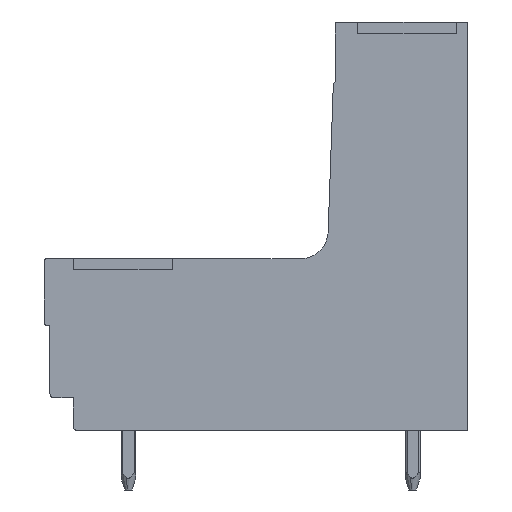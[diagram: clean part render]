
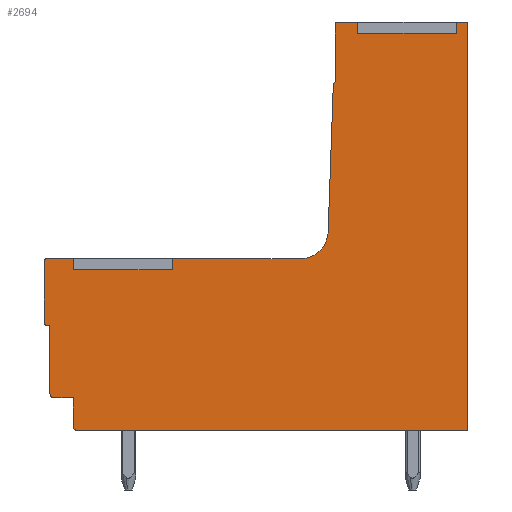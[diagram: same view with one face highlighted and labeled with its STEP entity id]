
A CAD part, left-side view. The second image highlights one B-rep face of the part: STEP entity #2694.
In plain terms, the highlighted planar face has unit normal (-1, 0, 0).
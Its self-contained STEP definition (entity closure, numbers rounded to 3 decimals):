
#2537=AXIS2_PLACEMENT_3D('Plane Axis2P3D',#2534,#2535,#2536) ;
#2548=AXIS2_PLACEMENT_3D('Circle Axis2P3D',#2546,#2547,$) ;
#2562=AXIS2_PLACEMENT_3D('Circle Axis2P3D',#2560,#2561,$) ;
#2576=AXIS2_PLACEMENT_3D('Circle Axis2P3D',#2574,#2575,$) ;
#2595=AXIS2_PLACEMENT_3D('Circle Axis2P3D',#2593,#2594,$) ;
#2609=AXIS2_PLACEMENT_3D('Circle Axis2P3D',#2607,#2608,$) ;
#2630=AXIS2_PLACEMENT_3D('Circle Axis2P3D',#2628,#2629,$) ;
#2651=AXIS2_PLACEMENT_3D('Circle Axis2P3D',#2649,#2650,$) ;
#36=CARTESIAN_POINT('Line Origine',(0.3,5.9,24.8)) ;
#40=CARTESIAN_POINT('Vertex',(0.3,5.9,25.1)) ;
#42=CARTESIAN_POINT('Vertex',(0.3,5.9,24.5)) ;
#76=CARTESIAN_POINT('Line Origine',(0.3,3.25,24.5)) ;
#80=CARTESIAN_POINT('Vertex',(0.3,0.6,24.5)) ;
#135=CARTESIAN_POINT('Vertex',(0.3,0.6,25.1)) ;
#155=CARTESIAN_POINT('Line Origine',(0.3,0.6,24.8)) ;
#172=CARTESIAN_POINT('Line Origine',(0.3,21.14,12.1)) ;
#176=CARTESIAN_POINT('Vertex',(0.3,21.14,12.4)) ;
#178=CARTESIAN_POINT('Vertex',(0.3,21.14,11.8)) ;
#212=CARTESIAN_POINT('Line Origine',(0.3,18.49,11.8)) ;
#216=CARTESIAN_POINT('Vertex',(0.3,15.84,11.8)) ;
#266=CARTESIAN_POINT('Vertex',(0.3,15.84,12.4)) ;
#286=CARTESIAN_POINT('Line Origine',(0.3,15.84,12.1)) ;
#356=CARTESIAN_POINT('Vertex',(0.3,0.,3.2)) ;
#359=CARTESIAN_POINT('Line Origine',(0.3,10.47,3.2)) ;
#363=CARTESIAN_POINT('Vertex',(0.3,20.94,3.2)) ;
#2534=CARTESIAN_POINT('Axis2P3D Location',(0.3,0.,0.)) ;
#2539=CARTESIAN_POINT('Line Origine',(0.3,6.45,25.1)) ;
#2543=CARTESIAN_POINT('Vertex',(0.3,7.,25.1)) ;
#2546=CARTESIAN_POINT('Axis2P3D Location',(0.3,7.,25.)) ;
#2550=CARTESIAN_POINT('Vertex',(0.3,7.1,25.)) ;
#2553=CARTESIAN_POINT('Line Origine',(0.3,7.1,23.45)) ;
#2557=CARTESIAN_POINT('Vertex',(0.3,7.1,21.9)) ;
#2560=CARTESIAN_POINT('Axis2P3D Location',(0.3,6.952,21.694)) ;
#2564=CARTESIAN_POINT('Vertex',(0.3,7.206,21.705)) ;
#2567=CARTESIAN_POINT('Line Origine',(0.3,7.343,17.776)) ;
#2571=CARTESIAN_POINT('Vertex',(0.3,7.48,13.848)) ;
#2574=CARTESIAN_POINT('Axis2P3D Location',(0.3,8.979,13.9)) ;
#2578=CARTESIAN_POINT('Vertex',(0.3,8.979,12.4)) ;
#2581=CARTESIAN_POINT('Line Origine',(0.3,12.41,12.4)) ;
#2586=CARTESIAN_POINT('Line Origine',(0.3,21.87,12.4)) ;
#2590=CARTESIAN_POINT('Vertex',(0.3,22.6,12.4)) ;
#2593=CARTESIAN_POINT('Axis2P3D Location',(0.3,22.6,12.3)) ;
#2597=CARTESIAN_POINT('Vertex',(0.3,22.7,12.3)) ;
#2600=CARTESIAN_POINT('Line Origine',(0.3,22.7,10.65)) ;
#2604=CARTESIAN_POINT('Vertex',(0.3,22.7,9.)) ;
#2607=CARTESIAN_POINT('Axis2P3D Location',(0.3,22.5,9.)) ;
#2611=CARTESIAN_POINT('Vertex',(0.3,22.5,8.8)) ;
#2614=CARTESIAN_POINT('Line Origine',(0.3,22.45,8.8)) ;
#2618=CARTESIAN_POINT('Vertex',(0.3,22.4,8.8)) ;
#2621=CARTESIAN_POINT('Line Origine',(0.3,22.4,6.975)) ;
#2625=CARTESIAN_POINT('Vertex',(0.3,22.4,5.15)) ;
#2628=CARTESIAN_POINT('Axis2P3D Location',(0.3,22.2,5.15)) ;
#2632=CARTESIAN_POINT('Vertex',(0.3,22.2,4.95)) ;
#2635=CARTESIAN_POINT('Line Origine',(0.3,21.67,4.95)) ;
#2639=CARTESIAN_POINT('Vertex',(0.3,21.14,4.95)) ;
#2642=CARTESIAN_POINT('Line Origine',(0.3,21.14,4.175)) ;
#2646=CARTESIAN_POINT('Vertex',(0.3,21.14,3.4)) ;
#2649=CARTESIAN_POINT('Axis2P3D Location',(0.3,20.94,3.4)) ;
#2654=CARTESIAN_POINT('Line Origine',(0.3,0.,14.15)) ;
#2658=CARTESIAN_POINT('Vertex',(0.3,0.,25.1)) ;
#2661=CARTESIAN_POINT('Line Origine',(0.3,0.3,25.1)) ;
#37=DIRECTION('Vector Direction',(0.,0.,1.)) ;
#77=DIRECTION('Vector Direction',(0.,1.,0.)) ;
#156=DIRECTION('Vector Direction',(0.,0.,-1.)) ;
#173=DIRECTION('Vector Direction',(0.,0.,1.)) ;
#213=DIRECTION('Vector Direction',(0.,1.,0.)) ;
#287=DIRECTION('Vector Direction',(0.,0.,-1.)) ;
#360=DIRECTION('Vector Direction',(0.,1.,0.)) ;
#2535=DIRECTION('Axis2P3D Direction',(-1.,0.,0.)) ;
#2536=DIRECTION('Axis2P3D XDirection',(0.,0.,1.)) ;
#2540=DIRECTION('Vector Direction',(0.,-1.,0.)) ;
#2547=DIRECTION('Axis2P3D Direction',(-1.,0.,0.)) ;
#2554=DIRECTION('Vector Direction',(0.,0.,1.)) ;
#2561=DIRECTION('Axis2P3D Direction',(-1.,0.,0.)) ;
#2568=DIRECTION('Vector Direction',(0.,-0.035,0.999)) ;
#2575=DIRECTION('Axis2P3D Direction',(-1.,0.,0.)) ;
#2582=DIRECTION('Vector Direction',(0.,-1.,0.)) ;
#2587=DIRECTION('Vector Direction',(0.,-1.,0.)) ;
#2594=DIRECTION('Axis2P3D Direction',(-1.,0.,0.)) ;
#2601=DIRECTION('Vector Direction',(0.,0.,1.)) ;
#2608=DIRECTION('Axis2P3D Direction',(-1.,0.,0.)) ;
#2615=DIRECTION('Vector Direction',(0.,1.,0.)) ;
#2622=DIRECTION('Vector Direction',(0.,0.,1.)) ;
#2629=DIRECTION('Axis2P3D Direction',(-1.,0.,0.)) ;
#2636=DIRECTION('Vector Direction',(0.,1.,0.)) ;
#2643=DIRECTION('Vector Direction',(0.,0.,1.)) ;
#2650=DIRECTION('Axis2P3D Direction',(-1.,0.,0.)) ;
#2655=DIRECTION('Vector Direction',(0.,0.,-1.)) ;
#2662=DIRECTION('Vector Direction',(0.,-1.,0.)) ;
#38=VECTOR('Line Direction',#37,1.) ;
#78=VECTOR('Line Direction',#77,1.) ;
#157=VECTOR('Line Direction',#156,1.) ;
#174=VECTOR('Line Direction',#173,1.) ;
#214=VECTOR('Line Direction',#213,1.) ;
#288=VECTOR('Line Direction',#287,1.) ;
#361=VECTOR('Line Direction',#360,1.) ;
#2541=VECTOR('Line Direction',#2540,1.) ;
#2555=VECTOR('Line Direction',#2554,1.) ;
#2569=VECTOR('Line Direction',#2568,1.) ;
#2583=VECTOR('Line Direction',#2582,1.) ;
#2588=VECTOR('Line Direction',#2587,1.) ;
#2602=VECTOR('Line Direction',#2601,1.) ;
#2616=VECTOR('Line Direction',#2615,1.) ;
#2623=VECTOR('Line Direction',#2622,1.) ;
#2637=VECTOR('Line Direction',#2636,1.) ;
#2644=VECTOR('Line Direction',#2643,1.) ;
#2656=VECTOR('Line Direction',#2655,1.) ;
#2663=VECTOR('Line Direction',#2662,1.) ;
#2667=ORIENTED_EDGE('',*,*,#2545,.T.) ;
#2668=ORIENTED_EDGE('',*,*,#2552,.T.) ;
#2669=ORIENTED_EDGE('',*,*,#2559,.T.) ;
#2670=ORIENTED_EDGE('',*,*,#2566,.T.) ;
#2671=ORIENTED_EDGE('',*,*,#2573,.T.) ;
#2672=ORIENTED_EDGE('',*,*,#2580,.T.) ;
#2673=ORIENTED_EDGE('',*,*,#2585,.T.) ;
#2674=ORIENTED_EDGE('',*,*,#290,.F.) ;
#2675=ORIENTED_EDGE('',*,*,#218,.F.) ;
#2676=ORIENTED_EDGE('',*,*,#180,.F.) ;
#2677=ORIENTED_EDGE('',*,*,#2592,.T.) ;
#2678=ORIENTED_EDGE('',*,*,#2599,.T.) ;
#2679=ORIENTED_EDGE('',*,*,#2606,.T.) ;
#2680=ORIENTED_EDGE('',*,*,#2613,.T.) ;
#2681=ORIENTED_EDGE('',*,*,#2620,.T.) ;
#2682=ORIENTED_EDGE('',*,*,#2627,.T.) ;
#2683=ORIENTED_EDGE('',*,*,#2634,.T.) ;
#2684=ORIENTED_EDGE('',*,*,#2641,.T.) ;
#2685=ORIENTED_EDGE('',*,*,#2648,.T.) ;
#2686=ORIENTED_EDGE('',*,*,#2653,.T.) ;
#2687=ORIENTED_EDGE('',*,*,#365,.T.) ;
#2688=ORIENTED_EDGE('',*,*,#2660,.T.) ;
#2689=ORIENTED_EDGE('',*,*,#2665,.T.) ;
#2690=ORIENTED_EDGE('',*,*,#159,.F.) ;
#2691=ORIENTED_EDGE('',*,*,#82,.F.) ;
#2692=ORIENTED_EDGE('',*,*,#44,.F.) ;
#2694=ADVANCED_FACE('HOUSING',(#2693),#2538,.T.) ;
#2549=CIRCLE('generated circle',#2548,0.1) ;
#2563=CIRCLE('generated circle',#2562,0.253) ;
#2577=CIRCLE('generated circle',#2576,1.5) ;
#2596=CIRCLE('generated circle',#2595,0.1) ;
#2610=CIRCLE('generated circle',#2609,0.2) ;
#2631=CIRCLE('generated circle',#2630,0.2) ;
#2652=CIRCLE('generated circle',#2651,0.2) ;
#44=EDGE_CURVE('',#41,#43,#39,.F.) ;
#82=EDGE_CURVE('',#43,#81,#79,.F.) ;
#159=EDGE_CURVE('',#81,#136,#158,.F.) ;
#180=EDGE_CURVE('',#177,#179,#175,.F.) ;
#218=EDGE_CURVE('',#179,#217,#215,.F.) ;
#290=EDGE_CURVE('',#217,#267,#289,.F.) ;
#365=EDGE_CURVE('',#364,#357,#362,.F.) ;
#2545=EDGE_CURVE('',#41,#2544,#2542,.F.) ;
#2552=EDGE_CURVE('',#2544,#2551,#2549,.T.) ;
#2559=EDGE_CURVE('',#2551,#2558,#2556,.F.) ;
#2566=EDGE_CURVE('',#2558,#2565,#2563,.T.) ;
#2573=EDGE_CURVE('',#2565,#2572,#2570,.F.) ;
#2580=EDGE_CURVE('',#2572,#2579,#2577,.F.) ;
#2585=EDGE_CURVE('',#2579,#267,#2584,.F.) ;
#2592=EDGE_CURVE('',#177,#2591,#2589,.F.) ;
#2599=EDGE_CURVE('',#2591,#2598,#2596,.T.) ;
#2606=EDGE_CURVE('',#2598,#2605,#2603,.F.) ;
#2613=EDGE_CURVE('',#2605,#2612,#2610,.T.) ;
#2620=EDGE_CURVE('',#2612,#2619,#2617,.F.) ;
#2627=EDGE_CURVE('',#2619,#2626,#2624,.F.) ;
#2634=EDGE_CURVE('',#2626,#2633,#2631,.T.) ;
#2641=EDGE_CURVE('',#2633,#2640,#2638,.F.) ;
#2648=EDGE_CURVE('',#2640,#2647,#2645,.F.) ;
#2653=EDGE_CURVE('',#2647,#364,#2652,.T.) ;
#2660=EDGE_CURVE('',#357,#2659,#2657,.F.) ;
#2665=EDGE_CURVE('',#2659,#136,#2664,.F.) ;
#2666=EDGE_LOOP('',(#2667,#2668,#2669,#2670,#2671,#2672,#2673,#2674,#2675,#2676,#2677,#2678,#2679,#2680,#2681,#2682,#2683,#2684,#2685,#2686,#2687,#2688,#2689,#2690,#2691,#2692)) ;
#2693=FACE_OUTER_BOUND('',#2666,.T.) ;
#39=LINE('Line',#36,#38) ;
#79=LINE('Line',#76,#78) ;
#158=LINE('Line',#155,#157) ;
#175=LINE('Line',#172,#174) ;
#215=LINE('Line',#212,#214) ;
#289=LINE('Line',#286,#288) ;
#362=LINE('Line',#359,#361) ;
#2542=LINE('Line',#2539,#2541) ;
#2556=LINE('Line',#2553,#2555) ;
#2570=LINE('Line',#2567,#2569) ;
#2584=LINE('Line',#2581,#2583) ;
#2589=LINE('Line',#2586,#2588) ;
#2603=LINE('Line',#2600,#2602) ;
#2617=LINE('Line',#2614,#2616) ;
#2624=LINE('Line',#2621,#2623) ;
#2638=LINE('Line',#2635,#2637) ;
#2645=LINE('Line',#2642,#2644) ;
#2657=LINE('Line',#2654,#2656) ;
#2664=LINE('Line',#2661,#2663) ;
#2538=PLANE('',#2537) ;
#41=VERTEX_POINT('',#40) ;
#43=VERTEX_POINT('',#42) ;
#81=VERTEX_POINT('',#80) ;
#136=VERTEX_POINT('',#135) ;
#177=VERTEX_POINT('',#176) ;
#179=VERTEX_POINT('',#178) ;
#217=VERTEX_POINT('',#216) ;
#267=VERTEX_POINT('',#266) ;
#357=VERTEX_POINT('',#356) ;
#364=VERTEX_POINT('',#363) ;
#2544=VERTEX_POINT('',#2543) ;
#2551=VERTEX_POINT('',#2550) ;
#2558=VERTEX_POINT('',#2557) ;
#2565=VERTEX_POINT('',#2564) ;
#2572=VERTEX_POINT('',#2571) ;
#2579=VERTEX_POINT('',#2578) ;
#2591=VERTEX_POINT('',#2590) ;
#2598=VERTEX_POINT('',#2597) ;
#2605=VERTEX_POINT('',#2604) ;
#2612=VERTEX_POINT('',#2611) ;
#2619=VERTEX_POINT('',#2618) ;
#2626=VERTEX_POINT('',#2625) ;
#2633=VERTEX_POINT('',#2632) ;
#2640=VERTEX_POINT('',#2639) ;
#2647=VERTEX_POINT('',#2646) ;
#2659=VERTEX_POINT('',#2658) ;
